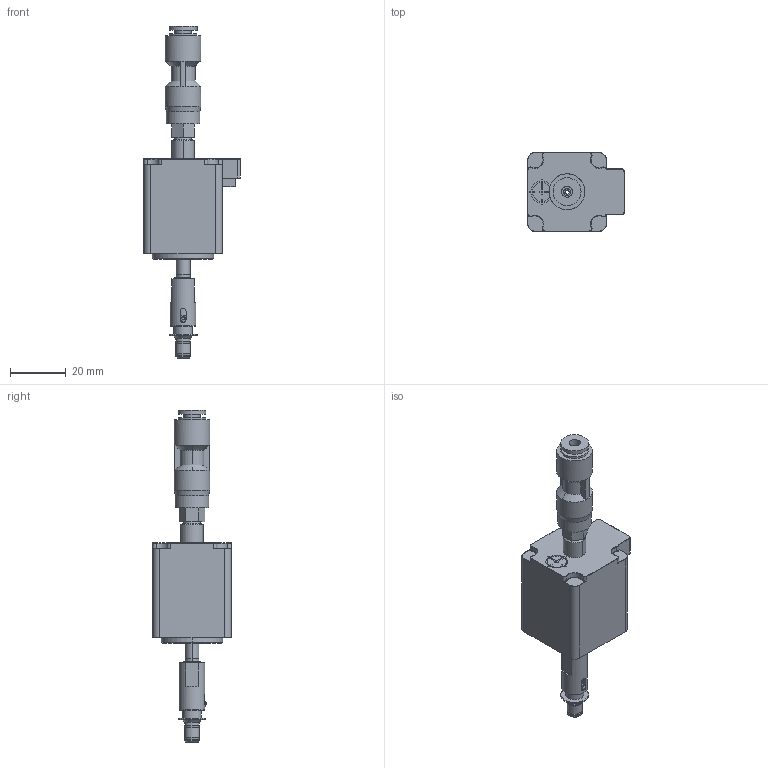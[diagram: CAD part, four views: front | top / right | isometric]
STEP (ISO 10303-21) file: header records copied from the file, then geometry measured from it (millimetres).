
FILE_DESCRIPTION(('FreeCAD Model'),'2;1');
FILE_NAME('Open CASCADE Shape Model','2025-05-14T09:49:00',(''),(''), 'Open CASCADE STEP processor 7.7','FreeCAD','Unknown');
FILE_SCHEMA(('AP242_MANAGED_MODEL_BASED_3D_ENGINEERING_MIM_LF. {1 0 10303 442 1 1 4 }'));
Length unit declared in the file: millimetre
Products named in the file (4): assembly; nozzle-holder_002; rotary-pneumatic-adapter_002; NEMA11-hollow-shaft-stepper003
Assembly tree (3 placements, depth 2):
  assembly
    nozzle-holder_002
    rotary-pneumatic-adapter_002
    NEMA11-hollow-shaft-stepper003
Bounding box: 34.6 x 28.2 x 118.87 mm (x, y, z)
Volume: 27906.3 mm3; surface area: 11485.3 mm2
Topology: 1 solids, 11 shells, 343 faces, 786 edges, 493 vertices
Faces by surface type: plane 138, cylinder 100, cone 80, torus 12, bspline 6, sphere 4, revolution 3
Full cylindrical faces by diameter (mm): 1.5 x1, 2 x1, 2.5 x1, 2.65 x1, 3.35 x1, 4 x3, 4.425 x2, 4.8 x1, 5 x1, 5.325 x3, 6 x1, 6.5 x2, 9.25 x1, 9.85 x1, 10 x2, 12 x1, 12.8 x2
Entity records: 15295 total; most frequent: CARTESIAN_POINT 4856, DIRECTION 1723, ORIENTED_EDGE 1560, EDGE_CURVE 780, AXIS2_PLACEMENT_3D 661, VERTEX_POINT 493, LINE 398, VECTOR 398
